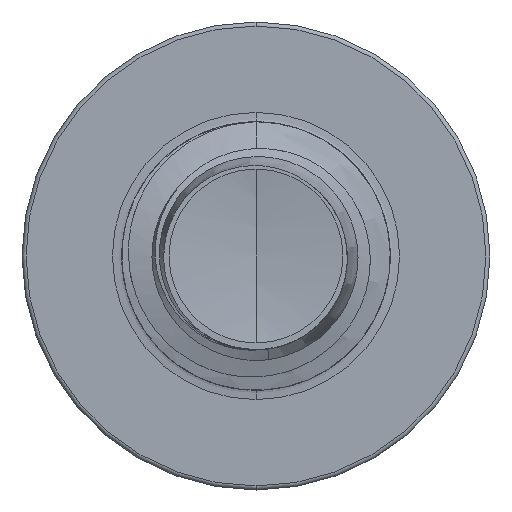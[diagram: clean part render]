
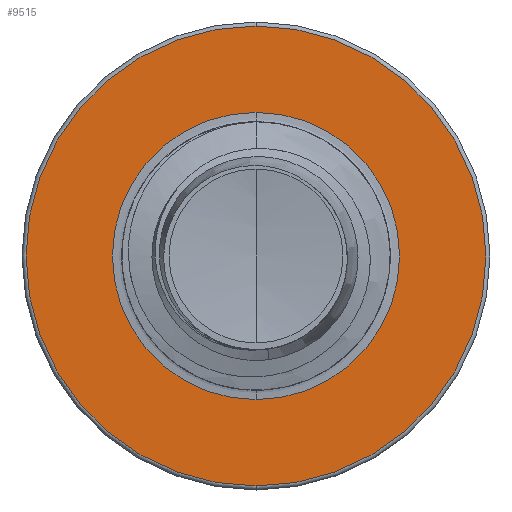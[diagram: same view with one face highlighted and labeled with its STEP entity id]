
A CAD part, front view. The second image highlights one B-rep face of the part: STEP entity #9515.
In plain terms, the highlighted planar face has unit normal (0, -1, 0).
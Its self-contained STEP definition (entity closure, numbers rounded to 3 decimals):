
#2268 = EDGE_CURVE ( 'NONE', #16655, #31363, #16141, .T. ) ;
#3762 = EDGE_CURVE ( 'NONE', #29254, #33964, #26172, .T. ) ;
#5140 = CIRCLE ( 'NONE', #25671, 2.998 ) ;
#6208 = CARTESIAN_POINT ( 'NONE',  ( 0., 12.5, -1.872 ) ) ;
#7165 = DIRECTION ( 'NONE',  ( 0., 0., 1. ) ) ;
#7216 = DIRECTION ( 'NONE',  ( 0., 1., 0. ) ) ;
#7305 = PLANE ( 'NONE',  #8211 ) ;
#7553 = CARTESIAN_POINT ( 'NONE',  ( 0., 12.5, -1.872 ) ) ;
#8211 = AXIS2_PLACEMENT_3D ( 'NONE', #7553, #7216, #7165 ) ;
#8375 = DIRECTION ( 'NONE',  ( 0., 0., 1. ) ) ;
#8464 = DIRECTION ( 'NONE',  ( 0., 1., 0. ) ) ;
#8473 = CARTESIAN_POINT ( 'NONE',  ( 0., 12.5, 0. ) ) ;
#9515 = ADVANCED_FACE ( 'NONE', ( #31902, #26807 ), #7305, .F. ) ;
#12116 = CARTESIAN_POINT ( 'NONE',  ( 0., 12.5, 0. ) ) ;
#15225 = DIRECTION ( 'NONE',  ( 0., 0., 1. ) ) ;
#16001 = CARTESIAN_POINT ( 'NONE',  ( 0., 12.5, 0. ) ) ;
#16141 = CIRCLE ( 'NONE', #32056, 2.998 ) ;
#16581 = ORIENTED_EDGE ( 'NONE', *, *, #30467, .T. ) ;
#16655 = VERTEX_POINT ( 'NONE', #26594 ) ;
#17456 = EDGE_LOOP ( 'NONE', ( #16581, #24544 ) ) ;
#19154 = DIRECTION ( 'NONE',  ( 0., 0., 1. ) ) ;
#20883 = CARTESIAN_POINT ( 'NONE',  ( 0., 12.5, -2.997 ) ) ;
#21582 = EDGE_CURVE ( 'NONE', #31363, #16655, #5140, .T. ) ;
#23214 = AXIS2_PLACEMENT_3D ( 'NONE', #8473, #8464, #8375 ) ;
#23717 = ORIENTED_EDGE ( 'NONE', *, *, #2268, .F. ) ;
#24544 = ORIENTED_EDGE ( 'NONE', *, *, #3762, .T. ) ;
#25287 = EDGE_LOOP ( 'NONE', ( #23717, #35035 ) ) ;
#25671 = AXIS2_PLACEMENT_3D ( 'NONE', #16001, #33517, #19154 ) ;
#26172 = CIRCLE ( 'NONE', #23214, 1.872 ) ;
#26594 = CARTESIAN_POINT ( 'NONE',  ( 0., 12.5, 2.998 ) ) ;
#26807 = FACE_BOUND ( 'NONE', #17456, .T. ) ;
#28621 = CARTESIAN_POINT ( 'NONE',  ( 0., 12.5, 1.872 ) ) ;
#29254 = VERTEX_POINT ( 'NONE', #6208 ) ;
#30467 = EDGE_CURVE ( 'NONE', #33964, #29254, #34646, .T. ) ;
#31147 = DIRECTION ( 'NONE',  ( 0., 1., 0. ) ) ;
#31363 = VERTEX_POINT ( 'NONE', #20883 ) ;
#31902 = FACE_OUTER_BOUND ( 'NONE', #25287, .T. ) ;
#32056 = AXIS2_PLACEMENT_3D ( 'NONE', #34507, #34433, #34375 ) ;
#33517 = DIRECTION ( 'NONE',  ( 0., 1., 0. ) ) ;
#33964 = VERTEX_POINT ( 'NONE', #28621 ) ;
#34375 = DIRECTION ( 'NONE',  ( 0., 0., 1. ) ) ;
#34433 = DIRECTION ( 'NONE',  ( 0., 1., 0. ) ) ;
#34507 = CARTESIAN_POINT ( 'NONE',  ( 0., 12.5, 0. ) ) ;
#34646 = CIRCLE ( 'NONE', #34831, 1.872 ) ;
#34831 = AXIS2_PLACEMENT_3D ( 'NONE', #12116, #31147, #15225 ) ;
#35035 = ORIENTED_EDGE ( 'NONE', *, *, #21582, .F. ) ;
